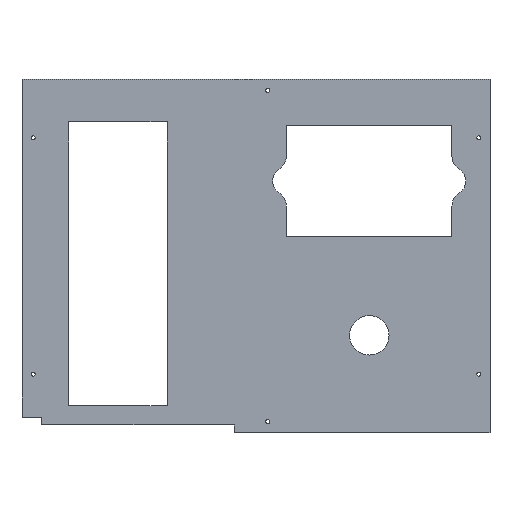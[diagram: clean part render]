
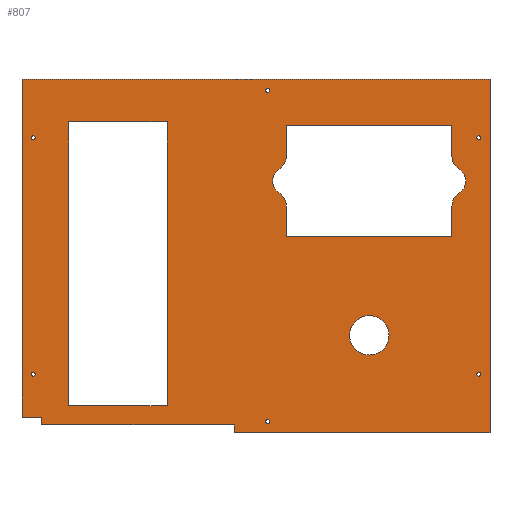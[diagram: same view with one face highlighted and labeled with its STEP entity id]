
A CAD part, top view. The second image highlights one B-rep face of the part: STEP entity #807.
In plain terms, the highlighted planar face has unit normal (0, 0, 1).
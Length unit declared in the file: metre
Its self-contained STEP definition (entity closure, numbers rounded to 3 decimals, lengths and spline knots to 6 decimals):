
#34=LINE('',#1222,#94);
#35=LINE('',#1231,#95);
#36=LINE('',#1233,#96);
#37=LINE('',#1235,#97);
#38=LINE('',#1243,#98);
#39=LINE('',#1245,#99);
#40=LINE('',#1258,#100);
#41=LINE('',#1261,#101);
#42=LINE('',#1263,#102);
#43=LINE('',#1265,#103);
#44=LINE('',#1267,#104);
#45=LINE('',#1269,#105);
#46=LINE('',#1271,#106);
#47=LINE('',#1273,#107);
#48=LINE('',#1274,#108);
#49=LINE('',#1277,#109);
#50=LINE('',#1279,#110);
#51=LINE('',#1281,#111);
#94=VECTOR('',#972,1.);
#95=VECTOR('',#979,1.);
#96=VECTOR('',#980,1.);
#97=VECTOR('',#981,1.);
#98=VECTOR('',#988,1.);
#99=VECTOR('',#989,1.);
#100=VECTOR('',#1002,1.);
#101=VECTOR('',#1003,1.);
#102=VECTOR('',#1004,1.);
#103=VECTOR('',#1005,1.);
#104=VECTOR('',#1006,1.);
#105=VECTOR('',#1007,1.);
#106=VECTOR('',#1008,1.);
#107=VECTOR('',#1009,1.);
#108=VECTOR('',#1010,1.);
#109=VECTOR('',#1011,1.);
#110=VECTOR('',#1012,1.);
#111=VECTOR('',#1013,1.);
#154=ORIENTED_EDGE('',*,*,#362,.F.);
#155=ORIENTED_EDGE('',*,*,#363,.F.);
#156=ORIENTED_EDGE('',*,*,#364,.T.);
#157=ORIENTED_EDGE('',*,*,#365,.T.);
#158=ORIENTED_EDGE('',*,*,#366,.T.);
#159=ORIENTED_EDGE('',*,*,#367,.F.);
#160=ORIENTED_EDGE('',*,*,#368,.T.);
#161=ORIENTED_EDGE('',*,*,#369,.T.);
#162=ORIENTED_EDGE('',*,*,#370,.T.);
#163=ORIENTED_EDGE('',*,*,#371,.F.);
#164=ORIENTED_EDGE('',*,*,#372,.T.);
#165=ORIENTED_EDGE('',*,*,#373,.T.);
#166=ORIENTED_EDGE('',*,*,#374,.F.);
#167=ORIENTED_EDGE('',*,*,#375,.F.);
#168=ORIENTED_EDGE('',*,*,#376,.F.);
#169=ORIENTED_EDGE('',*,*,#377,.F.);
#170=ORIENTED_EDGE('',*,*,#378,.F.);
#171=ORIENTED_EDGE('',*,*,#379,.F.);
#172=ORIENTED_EDGE('',*,*,#380,.F.);
#173=ORIENTED_EDGE('',*,*,#381,.F.);
#174=ORIENTED_EDGE('',*,*,#382,.T.);
#175=ORIENTED_EDGE('',*,*,#383,.T.);
#176=ORIENTED_EDGE('',*,*,#384,.F.);
#177=ORIENTED_EDGE('',*,*,#385,.T.);
#178=ORIENTED_EDGE('',*,*,#386,.F.);
#179=ORIENTED_EDGE('',*,*,#387,.T.);
#180=ORIENTED_EDGE('',*,*,#388,.T.);
#181=ORIENTED_EDGE('',*,*,#389,.T.);
#182=ORIENTED_EDGE('',*,*,#390,.T.);
#183=ORIENTED_EDGE('',*,*,#391,.F.);
#184=ORIENTED_EDGE('',*,*,#392,.F.);
#362=EDGE_CURVE('',#466,#466,#546,.T.);
#363=EDGE_CURVE('',#467,#468,#34,.T.);
#364=EDGE_CURVE('',#467,#469,#547,.T.);
#365=EDGE_CURVE('',#469,#470,#548,.T.);
#366=EDGE_CURVE('',#470,#471,#549,.T.);
#367=EDGE_CURVE('',#472,#471,#35,.T.);
#368=EDGE_CURVE('',#472,#473,#36,.T.);
#369=EDGE_CURVE('',#473,#474,#37,.T.);
#370=EDGE_CURVE('',#474,#475,#550,.T.);
#371=EDGE_CURVE('',#476,#475,#551,.T.);
#372=EDGE_CURVE('',#476,#477,#552,.T.);
#373=EDGE_CURVE('',#477,#478,#38,.T.);
#374=EDGE_CURVE('',#468,#478,#39,.T.);
#375=EDGE_CURVE('',#479,#479,#553,.T.);
#376=EDGE_CURVE('',#480,#480,#554,.T.);
#377=EDGE_CURVE('',#481,#481,#555,.T.);
#378=EDGE_CURVE('',#482,#482,#556,.T.);
#379=EDGE_CURVE('',#483,#483,#557,.T.);
#380=EDGE_CURVE('',#484,#484,#558,.T.);
#381=EDGE_CURVE('',#485,#486,#40,.T.);
#382=EDGE_CURVE('',#485,#487,#41,.T.);
#383=EDGE_CURVE('',#487,#488,#42,.T.);
#384=EDGE_CURVE('',#489,#488,#43,.T.);
#385=EDGE_CURVE('',#489,#490,#44,.T.);
#386=EDGE_CURVE('',#491,#490,#45,.T.);
#387=EDGE_CURVE('',#491,#492,#46,.T.);
#388=EDGE_CURVE('',#492,#486,#47,.T.);
#389=EDGE_CURVE('',#493,#494,#48,.T.);
#390=EDGE_CURVE('',#494,#495,#49,.T.);
#391=EDGE_CURVE('',#496,#495,#50,.T.);
#392=EDGE_CURVE('',#493,#496,#51,.T.);
#466=VERTEX_POINT('',#1221);
#467=VERTEX_POINT('',#1223);
#468=VERTEX_POINT('',#1224);
#469=VERTEX_POINT('',#1226);
#470=VERTEX_POINT('',#1228);
#471=VERTEX_POINT('',#1230);
#472=VERTEX_POINT('',#1232);
#473=VERTEX_POINT('',#1234);
#474=VERTEX_POINT('',#1236);
#475=VERTEX_POINT('',#1238);
#476=VERTEX_POINT('',#1240);
#477=VERTEX_POINT('',#1242);
#478=VERTEX_POINT('',#1244);
#479=VERTEX_POINT('',#1247);
#480=VERTEX_POINT('',#1249);
#481=VERTEX_POINT('',#1251);
#482=VERTEX_POINT('',#1253);
#483=VERTEX_POINT('',#1255);
#484=VERTEX_POINT('',#1257);
#485=VERTEX_POINT('',#1259);
#486=VERTEX_POINT('',#1260);
#487=VERTEX_POINT('',#1262);
#488=VERTEX_POINT('',#1264);
#489=VERTEX_POINT('',#1266);
#490=VERTEX_POINT('',#1268);
#491=VERTEX_POINT('',#1270);
#492=VERTEX_POINT('',#1272);
#493=VERTEX_POINT('',#1275);
#494=VERTEX_POINT('',#1276);
#495=VERTEX_POINT('',#1278);
#496=VERTEX_POINT('',#1280);
#546=CIRCLE('',#872,0.005);
#547=CIRCLE('',#873,0.004);
#548=CIRCLE('',#874,0.0035);
#549=CIRCLE('',#875,0.004);
#550=CIRCLE('',#876,0.004);
#551=CIRCLE('',#877,0.0035);
#552=CIRCLE('',#878,0.004);
#553=CIRCLE('',#879,0.0005);
#554=CIRCLE('',#880,0.0005);
#555=CIRCLE('',#881,0.0005);
#556=CIRCLE('',#882,0.0005);
#557=CIRCLE('',#883,0.0005);
#558=CIRCLE('',#884,0.0005);
#590=EDGE_LOOP('',(#154));
#591=EDGE_LOOP('',(#155,#156,#157,#158,#159,#160,#161,#162,#163,#164,#165,
#166));
#592=EDGE_LOOP('',(#167));
#593=EDGE_LOOP('',(#168));
#594=EDGE_LOOP('',(#169));
#595=EDGE_LOOP('',(#170));
#596=EDGE_LOOP('',(#171));
#597=EDGE_LOOP('',(#172));
#598=EDGE_LOOP('',(#173,#174,#175,#176,#177,#178,#179,#180));
#599=EDGE_LOOP('',(#181,#182,#183,#184));
#684=FACE_BOUND('',#590,.T.);
#685=FACE_BOUND('',#591,.T.);
#686=FACE_BOUND('',#592,.T.);
#687=FACE_BOUND('',#593,.T.);
#688=FACE_BOUND('',#594,.T.);
#689=FACE_BOUND('',#595,.T.);
#690=FACE_BOUND('',#596,.T.);
#691=FACE_BOUND('',#597,.T.);
#692=FACE_BOUND('',#598,.T.);
#693=FACE_BOUND('',#599,.T.);
#778=PLANE('',#871);
#807=ADVANCED_FACE('',(#684,#685,#686,#687,#688,#689,#690,#691,#692,#693),
#778,.T.);
#871=AXIS2_PLACEMENT_3D('',#1219,#968,#969);
#872=AXIS2_PLACEMENT_3D('',#1220,#970,#971);
#873=AXIS2_PLACEMENT_3D('',#1225,#973,#974);
#874=AXIS2_PLACEMENT_3D('',#1227,#975,#976);
#875=AXIS2_PLACEMENT_3D('',#1229,#977,#978);
#876=AXIS2_PLACEMENT_3D('',#1237,#982,#983);
#877=AXIS2_PLACEMENT_3D('',#1239,#984,#985);
#878=AXIS2_PLACEMENT_3D('',#1241,#986,#987);
#879=AXIS2_PLACEMENT_3D('',#1246,#990,#991);
#880=AXIS2_PLACEMENT_3D('',#1248,#992,#993);
#881=AXIS2_PLACEMENT_3D('',#1250,#994,#995);
#882=AXIS2_PLACEMENT_3D('',#1252,#996,#997);
#883=AXIS2_PLACEMENT_3D('',#1254,#998,#999);
#884=AXIS2_PLACEMENT_3D('',#1256,#1000,#1001);
#968=DIRECTION('',(0.,0.,1.));
#969=DIRECTION('',(1.,0.,0.));
#970=DIRECTION('',(0.,0.,1.));
#971=DIRECTION('',(1.,0.,0.));
#972=DIRECTION('',(0.,-1.,0.));
#973=DIRECTION('',(0.,0.,1.));
#974=DIRECTION('',(1.,0.,0.));
#975=DIRECTION('',(0.,0.,-1.));
#976=DIRECTION('',(1.,0.,0.));
#977=DIRECTION('',(0.,0.,1.));
#978=DIRECTION('',(1.,0.,0.));
#979=DIRECTION('',(0.,-1.,0.));
#980=DIRECTION('',(1.,0.,0.));
#981=DIRECTION('',(0.,-1.,0.));
#982=DIRECTION('',(0.,0.,1.));
#983=DIRECTION('',(1.,0.,0.));
#984=DIRECTION('',(0.,0.,1.));
#985=DIRECTION('',(1.,0.,0.));
#986=DIRECTION('',(0.,0.,1.));
#987=DIRECTION('',(1.,0.,0.));
#988=DIRECTION('',(0.,-1.,0.));
#989=DIRECTION('',(1.,0.,0.));
#990=DIRECTION('',(0.,0.,1.));
#991=DIRECTION('',(1.,0.,0.));
#992=DIRECTION('',(0.,0.,1.));
#993=DIRECTION('',(1.,0.,0.));
#994=DIRECTION('',(0.,0.,1.));
#995=DIRECTION('',(1.,0.,0.));
#996=DIRECTION('',(0.,0.,1.));
#997=DIRECTION('',(1.,0.,0.));
#998=DIRECTION('',(0.,0.,1.));
#999=DIRECTION('',(1.,0.,0.));
#1000=DIRECTION('',(0.,0.,1.));
#1001=DIRECTION('',(1.,0.,0.));
#1002=DIRECTION('',(-1.,0.,0.));
#1003=DIRECTION('',(0.,1.,0.));
#1004=DIRECTION('',(-1.,0.,0.));
#1005=DIRECTION('',(0.,1.,0.));
#1006=DIRECTION('',(1.,0.,0.));
#1007=DIRECTION('',(0.,1.,0.));
#1008=DIRECTION('',(1.,0.,0.));
#1009=DIRECTION('',(0.,-1.,0.));
#1010=DIRECTION('',(1.,0.,0.));
#1011=DIRECTION('',(0.,-1.,0.));
#1012=DIRECTION('',(1.,0.,0.));
#1013=DIRECTION('',(0.,-1.,0.));
#1219=CARTESIAN_POINT('',(0.,0.,0.002));
#1220=CARTESIAN_POINT('',(0.028746,-0.020135,0.002));
#1221=CARTESIAN_POINT('',(0.033746,-0.020135,0.002));
#1222=CARTESIAN_POINT('',(0.0077,0.01025,0.002));
#1223=CARTESIAN_POINT('',(0.0077,0.012656,0.002));
#1224=CARTESIAN_POINT('',(0.0077,0.005,0.002));
#1225=CARTESIAN_POINT('',(0.0037,0.012656,0.002));
#1226=CARTESIAN_POINT('',(0.005833,0.016039,0.002));
#1227=CARTESIAN_POINT('',(0.0077,0.019,0.002));
#1228=CARTESIAN_POINT('',(0.005833,0.021961,0.002));
#1229=CARTESIAN_POINT('',(0.0037,0.025344,0.002));
#1230=CARTESIAN_POINT('',(0.0077,0.025344,0.002));
#1231=CARTESIAN_POINT('',(0.0077,0.02775,0.002));
#1232=CARTESIAN_POINT('',(0.0077,0.033,0.002));
#1233=CARTESIAN_POINT('',(0.0287,0.033,0.002));
#1234=CARTESIAN_POINT('',(0.0497,0.033,0.002));
#1235=CARTESIAN_POINT('',(0.0497,0.02775,0.002));
#1236=CARTESIAN_POINT('',(0.0497,0.025344,0.002));
#1237=CARTESIAN_POINT('',(0.0537,0.025344,0.002));
#1238=CARTESIAN_POINT('',(0.051567,0.021961,0.002));
#1239=CARTESIAN_POINT('',(0.0497,0.019,0.002));
#1240=CARTESIAN_POINT('',(0.051567,0.016039,0.002));
#1241=CARTESIAN_POINT('',(0.0537,0.012656,0.002));
#1242=CARTESIAN_POINT('',(0.0497,0.012656,0.002));
#1243=CARTESIAN_POINT('',(0.0497,0.01025,0.002));
#1244=CARTESIAN_POINT('',(0.0497,0.005,0.002));
#1245=CARTESIAN_POINT('',(0.0287,0.005,0.002));
#1246=CARTESIAN_POINT('',(0.003,0.042,0.002));
#1247=CARTESIAN_POINT('',(0.0035,0.042,0.002));
#1248=CARTESIAN_POINT('',(0.003,-0.042,0.002));
#1249=CARTESIAN_POINT('',(0.0035,-0.042,0.002));
#1250=CARTESIAN_POINT('',(0.0565,-0.03,0.002));
#1251=CARTESIAN_POINT('',(0.057,-0.03,0.002));
#1252=CARTESIAN_POINT('',(-0.0565,-0.03,0.002));
#1253=CARTESIAN_POINT('',(-0.056,-0.03,0.002));
#1254=CARTESIAN_POINT('',(0.0565,0.03,0.002));
#1255=CARTESIAN_POINT('',(0.057,0.03,0.002));
#1256=CARTESIAN_POINT('',(-0.0565,0.03,0.002));
#1257=CARTESIAN_POINT('',(-0.056,0.03,0.002));
#1258=CARTESIAN_POINT('',(0.027675,-0.04485,0.002));
#1259=CARTESIAN_POINT('',(0.05935,-0.04485,0.002));
#1260=CARTESIAN_POINT('',(-0.0055,-0.04485,0.002));
#1261=CARTESIAN_POINT('',(0.05935,0.,0.002));
#1262=CARTESIAN_POINT('',(0.05935,0.04485,0.002));
#1263=CARTESIAN_POINT('',(0.,0.04485,0.002));
#1264=CARTESIAN_POINT('',(-0.05935,0.04485,0.002));
#1265=CARTESIAN_POINT('',(-0.05935,0.002,0.002));
#1266=CARTESIAN_POINT('',(-0.05935,-0.04085,0.002));
#1267=CARTESIAN_POINT('',(-0.05685,-0.04085,0.002));
#1268=CARTESIAN_POINT('',(-0.05435,-0.04085,0.002));
#1269=CARTESIAN_POINT('',(-0.05435,-0.04185,0.002));
#1270=CARTESIAN_POINT('',(-0.05435,-0.04285,0.002));
#1271=CARTESIAN_POINT('',(-0.031675,-0.04285,0.002));
#1272=CARTESIAN_POINT('',(-0.0055,-0.04285,0.002));
#1273=CARTESIAN_POINT('',(-0.0055,-0.04385,0.002));
#1274=CARTESIAN_POINT('',(-0.035048,0.034,0.002));
#1275=CARTESIAN_POINT('',(-0.047548,0.034,0.002));
#1276=CARTESIAN_POINT('',(-0.022548,0.034,0.002));
#1277=CARTESIAN_POINT('',(-0.022548,-0.002,0.002));
#1278=CARTESIAN_POINT('',(-0.022548,-0.038,0.002));
#1279=CARTESIAN_POINT('',(-0.035048,-0.038,0.002));
#1280=CARTESIAN_POINT('',(-0.047548,-0.038,0.002));
#1281=CARTESIAN_POINT('',(-0.047548,-0.002,0.002));
